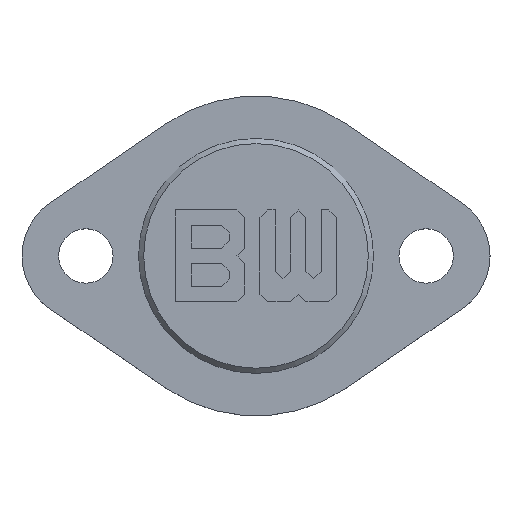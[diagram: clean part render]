
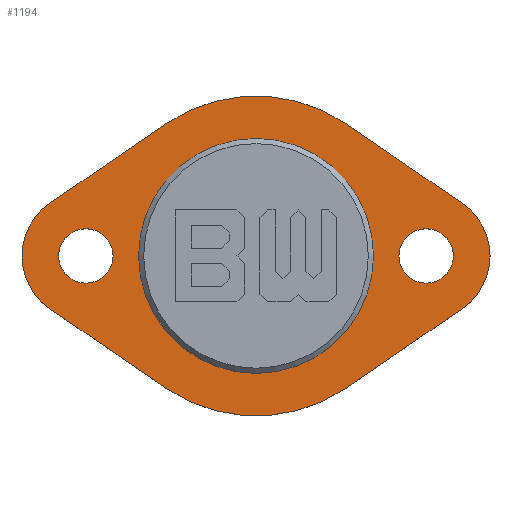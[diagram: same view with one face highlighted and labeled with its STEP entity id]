
A CAD part, top view. The second image highlights one B-rep face of the part: STEP entity #1194.
In plain terms, the highlighted planar face has unit normal (0, 0, 1).
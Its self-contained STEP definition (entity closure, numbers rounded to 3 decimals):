
#28=FACE_BOUND('',#215,.T.);
#29=FACE_BOUND('',#216,.T.);
#30=FACE_BOUND('',#217,.T.);
#84=PLANE('',#1285);
#146=FACE_OUTER_BOUND('',#214,.T.);
#214=EDGE_LOOP('',(#1121,#1122,#1123,#1124,#1125,#1126,#1127,#1128));
#215=EDGE_LOOP('',(#1129));
#216=EDGE_LOOP('',(#1130));
#217=EDGE_LOOP('',(#1131));
#351=LINE('',#1880,#500);
#356=LINE('',#1894,#505);
#360=LINE('',#1906,#509);
#364=LINE('',#1918,#513);
#500=VECTOR('',#1541,10.);
#505=VECTOR('',#1554,10.);
#509=VECTOR('',#1566,10.);
#513=VECTOR('',#1578,10.);
#518=CIRCLE('',#1214,6.9);
#520=CIRCLE('',#1264,1.6);
#522=CIRCLE('',#1267,1.6);
#523=CIRCLE('',#1270,3.75);
#525=CIRCLE('',#1274,9.4);
#527=CIRCLE('',#1278,3.75);
#529=CIRCLE('',#1282,9.4);
#564=VERTEX_POINT('',#1662);
#621=VERTEX_POINT('',#1868);
#623=VERTEX_POINT('',#1874);
#624=VERTEX_POINT('',#1878);
#625=VERTEX_POINT('',#1879);
#628=VERTEX_POINT('',#1887);
#630=VERTEX_POINT('',#1893);
#632=VERTEX_POINT('',#1899);
#634=VERTEX_POINT('',#1905);
#636=VERTEX_POINT('',#1911);
#638=VERTEX_POINT('',#1917);
#675=EDGE_CURVE('',#564,#564,#518,.T.);
#776=EDGE_CURVE('',#621,#621,#520,.T.);
#779=EDGE_CURVE('',#623,#623,#522,.T.);
#780=EDGE_CURVE('',#624,#625,#351,.T.);
#784=EDGE_CURVE('',#628,#625,#523,.T.);
#787=EDGE_CURVE('',#628,#630,#356,.T.);
#790=EDGE_CURVE('',#632,#630,#525,.T.);
#793=EDGE_CURVE('',#632,#634,#360,.T.);
#796=EDGE_CURVE('',#636,#634,#527,.T.);
#799=EDGE_CURVE('',#636,#638,#364,.T.);
#802=EDGE_CURVE('',#624,#638,#529,.T.);
#1121=ORIENTED_EDGE('',*,*,#802,.F.);
#1122=ORIENTED_EDGE('',*,*,#780,.T.);
#1123=ORIENTED_EDGE('',*,*,#784,.F.);
#1124=ORIENTED_EDGE('',*,*,#787,.T.);
#1125=ORIENTED_EDGE('',*,*,#790,.F.);
#1126=ORIENTED_EDGE('',*,*,#793,.T.);
#1127=ORIENTED_EDGE('',*,*,#796,.F.);
#1128=ORIENTED_EDGE('',*,*,#799,.T.);
#1129=ORIENTED_EDGE('',*,*,#675,.T.);
#1130=ORIENTED_EDGE('',*,*,#779,.F.);
#1131=ORIENTED_EDGE('',*,*,#776,.F.);
#1194=ADVANCED_FACE('',(#146,#28,#29,#30),#84,.F.);
#1214=AXIS2_PLACEMENT_3D('',#1664,#1331,#1332);
#1264=AXIS2_PLACEMENT_3D('',#1870,#1530,#1531);
#1267=AXIS2_PLACEMENT_3D('',#1876,#1537,#1538);
#1270=AXIS2_PLACEMENT_3D('',#1888,#1547,#1548);
#1274=AXIS2_PLACEMENT_3D('',#1900,#1559,#1560);
#1278=AXIS2_PLACEMENT_3D('',#1912,#1571,#1572);
#1282=AXIS2_PLACEMENT_3D('',#1923,#1583,#1584);
#1285=AXIS2_PLACEMENT_3D('',#1926,#1589,#1590);
#1331=DIRECTION('center_axis',(0.,0.,-1.));
#1332=DIRECTION('ref_axis',(-1.,0.,0.));
#1530=DIRECTION('center_axis',(0.,0.,1.));
#1531=DIRECTION('ref_axis',(-1.,0.,0.));
#1537=DIRECTION('center_axis',(0.,0.,1.));
#1538=DIRECTION('ref_axis',(-1.,0.,0.));
#1541=DIRECTION('',(-0.825,-0.565,0.));
#1547=DIRECTION('center_axis',(0.,0.,-1.));
#1548=DIRECTION('ref_axis',(-0.565,-0.825,0.));
#1554=DIRECTION('',(0.825,-0.565,0.));
#1559=DIRECTION('center_axis',(0.,0.,-1.));
#1560=DIRECTION('ref_axis',(0.565,-0.825,0.));
#1566=DIRECTION('',(0.825,0.565,0.));
#1571=DIRECTION('center_axis',(0.,0.,-1.));
#1572=DIRECTION('ref_axis',(0.565,0.825,0.));
#1578=DIRECTION('',(-0.825,0.565,0.));
#1583=DIRECTION('center_axis',(0.,0.,-1.));
#1584=DIRECTION('ref_axis',(-0.565,0.825,0.));
#1589=DIRECTION('center_axis',(0.,0.,-1.));
#1590=DIRECTION('ref_axis',(-1.,0.,0.));
#1662=CARTESIAN_POINT('',(76.9,68.,0.));
#1664=CARTESIAN_POINT('Origin',(70.,68.,0.));
#1868=CARTESIAN_POINT('',(81.6,68.,0.));
#1870=CARTESIAN_POINT('Origin',(80.,68.,0.));
#1874=CARTESIAN_POINT('',(61.6,68.,0.));
#1876=CARTESIAN_POINT('Origin',(60.,68.,0.));
#1878=CARTESIAN_POINT('',(64.689,75.756,0.));
#1879=CARTESIAN_POINT('',(57.881,71.094,0.));
#1880=CARTESIAN_POINT('',(64.689,75.756,0.));
#1887=CARTESIAN_POINT('',(57.881,64.906,0.));
#1888=CARTESIAN_POINT('Origin',(60.,68.,0.));
#1893=CARTESIAN_POINT('',(64.689,60.244,0.));
#1894=CARTESIAN_POINT('',(57.881,64.906,0.));
#1899=CARTESIAN_POINT('',(75.311,60.244,0.));
#1900=CARTESIAN_POINT('Origin',(70.,68.,0.));
#1905=CARTESIAN_POINT('',(82.119,64.906,0.));
#1906=CARTESIAN_POINT('',(75.311,60.244,0.));
#1911=CARTESIAN_POINT('',(82.119,71.094,0.));
#1912=CARTESIAN_POINT('Origin',(80.,68.,0.));
#1917=CARTESIAN_POINT('',(75.311,75.756,0.));
#1918=CARTESIAN_POINT('',(82.119,71.094,0.));
#1923=CARTESIAN_POINT('Origin',(70.,68.,0.));
#1926=CARTESIAN_POINT('Origin',(70.,68.,0.));
